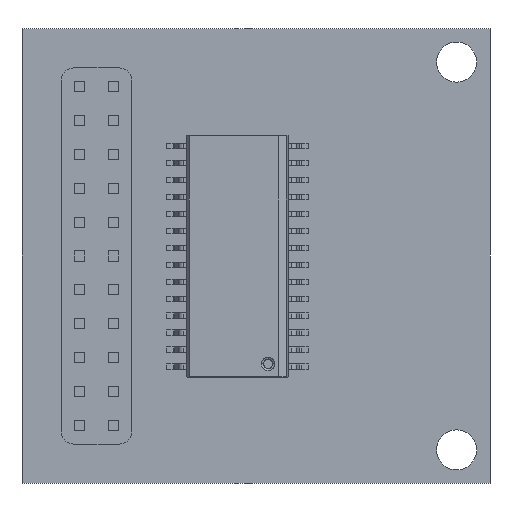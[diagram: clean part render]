
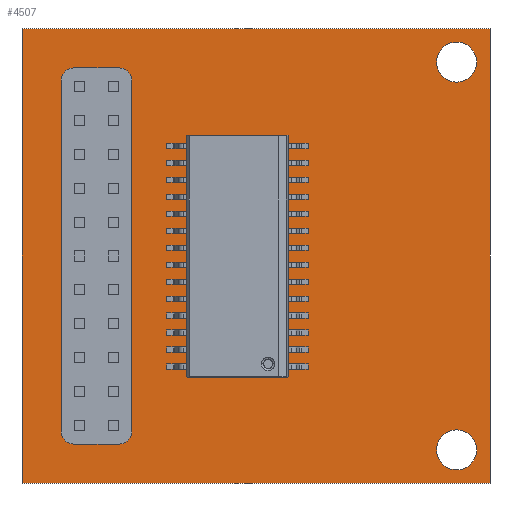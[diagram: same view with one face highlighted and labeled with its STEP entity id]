
A CAD part, front view. The second image highlights one B-rep face of the part: STEP entity #4507.
In plain terms, the highlighted planar face has unit normal (0, -1, 0).
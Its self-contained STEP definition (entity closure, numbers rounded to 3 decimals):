
#172 = DIRECTION ( 'NONE',  ( 0., 0., 1. ) ) ;
#312 = DIRECTION ( 'NONE',  ( 0., 0., -1. ) ) ;
#515 = CARTESIAN_POINT ( 'NONE',  ( -53.186, 15.323, -8.5 ) ) ;
#698 = FACE_BOUND ( 'NONE', #18689, .T. ) ;
#732 = LINE ( 'NONE', #6114, #19783 ) ;
#918 = CIRCLE ( 'NONE', #4462, 1.5 ) ;
#1011 = DIRECTION ( 'NONE',  ( 0., 1., 0. ) ) ;
#1202 = CARTESIAN_POINT ( 'NONE',  ( -39.92, 15.323, -14.5 ) ) ;
#1396 = ORIENTED_EDGE ( 'NONE', *, *, #2911, .F. ) ;
#1612 = AXIS2_PLACEMENT_3D ( 'NONE', #30320, #10469, #30141 ) ;
#1933 = VERTEX_POINT ( 'NONE', #32112 ) ;
#2017 = CARTESIAN_POINT ( 'NONE',  ( -39.92, 15.323, -14.5 ) ) ;
#2354 = EDGE_LOOP ( 'NONE', ( #25022, #4134 ) ) ;
#2379 = CARTESIAN_POINT ( 'NONE',  ( -72.42, 15.323, -17. ) ) ;
#2480 = EDGE_CURVE ( 'NONE', #28287, #21583, #8075, .T. ) ;
#2481 = VERTEX_POINT ( 'NONE', #11257 ) ;
#2664 = DIRECTION ( 'NONE',  ( 0., 0., 1. ) ) ;
#2709 = CIRCLE ( 'NONE', #3309, 1. ) ;
#2754 = CARTESIAN_POINT ( 'NONE',  ( -37.42, 15.323, 17. ) ) ;
#2776 = AXIS2_PLACEMENT_3D ( 'NONE', #2017, #18282, #12740 ) ;
#2911 = EDGE_CURVE ( 'NONE', #27156, #35849, #33025, .T. ) ;
#2999 = EDGE_CURVE ( 'NONE', #16096, #29946, #14482, .T. ) ;
#3216 = VERTEX_POINT ( 'NONE', #10344 ) ;
#3309 = AXIS2_PLACEMENT_3D ( 'NONE', #28019, #16738, #8774 ) ;
#3341 = DIRECTION ( 'NONE',  ( 0., 1., 0. ) ) ;
#3378 = EDGE_CURVE ( 'NONE', #16484, #35849, #7171, .T. ) ;
#3495 = VERTEX_POINT ( 'NONE', #21789 ) ;
#3874 = VECTOR ( 'NONE', #35359, 1000. ) ;
#3911 = CARTESIAN_POINT ( 'NONE',  ( -64.205, 15.323, -13.075 ) ) ;
#3917 = DIRECTION ( 'NONE',  ( 0., 1., 0. ) ) ;
#4046 = AXIS2_PLACEMENT_3D ( 'NONE', #515, #3341, #17015 ) ;
#4134 = ORIENTED_EDGE ( 'NONE', *, *, #9790, .T. ) ;
#4462 = AXIS2_PLACEMENT_3D ( 'NONE', #1202, #1011, #12283 ) ;
#4507 = ADVANCED_FACE ( 'NONE', ( #698, #34261, #6085, #17361 ), #6271, .F. ) ;
#5119 = CIRCLE ( 'NONE', #1612, 1. ) ;
#5182 = DIRECTION ( 'NONE',  ( 0., 1., 0. ) ) ;
#5873 = CARTESIAN_POINT ( 'NONE',  ( -65.205, 15.323, 13.075 ) ) ;
#5980 = VERTEX_POINT ( 'NONE', #9293 ) ;
#5995 = CIRCLE ( 'NONE', #6631, 1. ) ;
#6085 = FACE_BOUND ( 'NONE', #18367, .T. ) ;
#6114 = CARTESIAN_POINT ( 'NONE',  ( -69.495, 15.323, 14.075 ) ) ;
#6271 = PLANE ( 'NONE',  #4046 ) ;
#6605 = CARTESIAN_POINT ( 'NONE',  ( -39.92, 15.323, 14.5 ) ) ;
#6631 = AXIS2_PLACEMENT_3D ( 'NONE', #5873, #12147, #23848 ) ;
#6736 = DIRECTION ( 'NONE',  ( 0., 0., 1. ) ) ;
#7171 = CIRCLE ( 'NONE', #25487, 1. ) ;
#7725 = ORIENTED_EDGE ( 'NONE', *, *, #13578, .F. ) ;
#8075 = CIRCLE ( 'NONE', #22855, 1.5 ) ;
#8357 = VECTOR ( 'NONE', #312, 1000. ) ;
#8774 = DIRECTION ( 'NONE',  ( 0., 0., 1. ) ) ;
#8841 = CARTESIAN_POINT ( 'NONE',  ( -37.42, 15.323, -17. ) ) ;
#8865 = EDGE_CURVE ( 'NONE', #16484, #3216, #732, .T. ) ;
#8882 = DIRECTION ( 'NONE',  ( 0., 0., 1. ) ) ;
#9060 = CARTESIAN_POINT ( 'NONE',  ( -68.495, 15.323, 13.075 ) ) ;
#9293 = CARTESIAN_POINT ( 'NONE',  ( -65.205, 15.323, -14.075 ) ) ;
#9653 = CARTESIAN_POINT ( 'NONE',  ( -39.92, 15.323, -13. ) ) ;
#9761 = EDGE_CURVE ( 'NONE', #16096, #5980, #5119, .T. ) ;
#9790 = EDGE_CURVE ( 'NONE', #32132, #26364, #22858, .T. ) ;
#9881 = DIRECTION ( 'NONE',  ( 1., 0., 0. ) ) ;
#10344 = CARTESIAN_POINT ( 'NONE',  ( -69.495, 15.323, -13.075 ) ) ;
#10429 = VERTEX_POINT ( 'NONE', #11017 ) ;
#10469 = DIRECTION ( 'NONE',  ( 0., 1., 0. ) ) ;
#10904 = CARTESIAN_POINT ( 'NONE',  ( -39.92, 15.323, 13. ) ) ;
#11017 = CARTESIAN_POINT ( 'NONE',  ( -37.42, 15.323, -17. ) ) ;
#11257 = CARTESIAN_POINT ( 'NONE',  ( -72.42, 15.323, -17. ) ) ;
#11811 = DIRECTION ( 'NONE',  ( 0., 0., -1. ) ) ;
#12147 = DIRECTION ( 'NONE',  ( 0., 1., 0. ) ) ;
#12283 = DIRECTION ( 'NONE',  ( 0., 0., 1. ) ) ;
#12740 = DIRECTION ( 'NONE',  ( 0., 0., 1. ) ) ;
#13578 = EDGE_CURVE ( 'NONE', #14543, #10429, #28283, .T. ) ;
#13910 = ORIENTED_EDGE ( 'NONE', *, *, #9761, .T. ) ;
#14482 = LINE ( 'NONE', #19847, #21881 ) ;
#14543 = VERTEX_POINT ( 'NONE', #2754 ) ;
#15218 = AXIS2_PLACEMENT_3D ( 'NONE', #6605, #35112, #15471 ) ;
#15415 = VECTOR ( 'NONE', #24682, 1000. ) ;
#15471 = DIRECTION ( 'NONE',  ( 0., 0., 1. ) ) ;
#15640 = CARTESIAN_POINT ( 'NONE',  ( -69.495, 15.323, -14.075 ) ) ;
#15878 = EDGE_CURVE ( 'NONE', #26364, #32132, #918, .T. ) ;
#15978 = CARTESIAN_POINT ( 'NONE',  ( -69.495, 15.323, 14.075 ) ) ;
#16096 = VERTEX_POINT ( 'NONE', #3911 ) ;
#16484 = VERTEX_POINT ( 'NONE', #30283 ) ;
#16738 = DIRECTION ( 'NONE',  ( 0., 1., 0. ) ) ;
#16880 = EDGE_CURVE ( 'NONE', #1933, #5980, #35974, .T. ) ;
#17015 = DIRECTION ( 'NONE',  ( 1., 0., 0. ) ) ;
#17040 = CARTESIAN_POINT ( 'NONE',  ( -68.495, 15.323, 14.075 ) ) ;
#17117 = EDGE_CURVE ( 'NONE', #2481, #3495, #34332, .T. ) ;
#17361 = FACE_OUTER_BOUND ( 'NONE', #27052, .T. ) ;
#17483 = ORIENTED_EDGE ( 'NONE', *, *, #16880, .F. ) ;
#17726 = ORIENTED_EDGE ( 'NONE', *, *, #27703, .F. ) ;
#17739 = VECTOR ( 'NONE', #6736, 1000. ) ;
#18282 = DIRECTION ( 'NONE',  ( 0., 1., 0. ) ) ;
#18367 = EDGE_LOOP ( 'NONE', ( #18708, #23807 ) ) ;
#18675 = VECTOR ( 'NONE', #9881, 1000. ) ;
#18689 = EDGE_LOOP ( 'NONE', ( #36321, #21221, #1396, #28706, #30927, #13910, #17483, #18875 ) ) ;
#18708 = ORIENTED_EDGE ( 'NONE', *, *, #2480, .T. ) ;
#18875 = ORIENTED_EDGE ( 'NONE', *, *, #27149, .T. ) ;
#19783 = VECTOR ( 'NONE', #11811, 1000. ) ;
#19847 = CARTESIAN_POINT ( 'NONE',  ( -64.205, 15.323, 14.075 ) ) ;
#21221 = ORIENTED_EDGE ( 'NONE', *, *, #3378, .T. ) ;
#21493 = CARTESIAN_POINT ( 'NONE',  ( -39.92, 15.323, 16. ) ) ;
#21583 = VERTEX_POINT ( 'NONE', #21493 ) ;
#21789 = CARTESIAN_POINT ( 'NONE',  ( -72.42, 15.323, 17. ) ) ;
#21881 = VECTOR ( 'NONE', #2664, 1000. ) ;
#21883 = DIRECTION ( 'NONE',  ( 1., 0., 0. ) ) ;
#22855 = AXIS2_PLACEMENT_3D ( 'NONE', #33904, #5182, #172 ) ;
#22858 = CIRCLE ( 'NONE', #2776, 1.5 ) ;
#22911 = EDGE_CURVE ( 'NONE', #10429, #2481, #33103, .T. ) ;
#23500 = CIRCLE ( 'NONE', #15218, 1.5 ) ;
#23807 = ORIENTED_EDGE ( 'NONE', *, *, #24292, .T. ) ;
#23824 = CARTESIAN_POINT ( 'NONE',  ( -39.92, 15.323, -16. ) ) ;
#23848 = DIRECTION ( 'NONE',  ( 0., 0., 1. ) ) ;
#24292 = EDGE_CURVE ( 'NONE', #21583, #28287, #23500, .T. ) ;
#24682 = DIRECTION ( 'NONE',  ( -1., 0., 0. ) ) ;
#25022 = ORIENTED_EDGE ( 'NONE', *, *, #15878, .T. ) ;
#25071 = CARTESIAN_POINT ( 'NONE',  ( -65.205, 15.323, 14.075 ) ) ;
#25487 = AXIS2_PLACEMENT_3D ( 'NONE', #9060, #3917, #8882 ) ;
#26094 = VECTOR ( 'NONE', #21883, 1000. ) ;
#26364 = VERTEX_POINT ( 'NONE', #23824 ) ;
#27052 = EDGE_LOOP ( 'NONE', ( #35087, #28442, #7725, #17726 ) ) ;
#27149 = EDGE_CURVE ( 'NONE', #1933, #3216, #2709, .T. ) ;
#27156 = VERTEX_POINT ( 'NONE', #25071 ) ;
#27703 = EDGE_CURVE ( 'NONE', #3495, #14543, #29174, .T. ) ;
#28019 = CARTESIAN_POINT ( 'NONE',  ( -68.495, 15.323, -13.075 ) ) ;
#28283 = LINE ( 'NONE', #8841, #8357 ) ;
#28287 = VERTEX_POINT ( 'NONE', #10904 ) ;
#28442 = ORIENTED_EDGE ( 'NONE', *, *, #22911, .F. ) ;
#28706 = ORIENTED_EDGE ( 'NONE', *, *, #36287, .T. ) ;
#29174 = LINE ( 'NONE', #32678, #18675 ) ;
#29946 = VERTEX_POINT ( 'NONE', #31978 ) ;
#30141 = DIRECTION ( 'NONE',  ( 0., 0., 1. ) ) ;
#30283 = CARTESIAN_POINT ( 'NONE',  ( -69.495, 15.323, 13.075 ) ) ;
#30320 = CARTESIAN_POINT ( 'NONE',  ( -65.205, 15.323, -13.075 ) ) ;
#30927 = ORIENTED_EDGE ( 'NONE', *, *, #2999, .F. ) ;
#31978 = CARTESIAN_POINT ( 'NONE',  ( -64.205, 15.323, 13.075 ) ) ;
#32112 = CARTESIAN_POINT ( 'NONE',  ( -68.495, 15.323, -14.075 ) ) ;
#32132 = VERTEX_POINT ( 'NONE', #9653 ) ;
#32678 = CARTESIAN_POINT ( 'NONE',  ( -72.42, 15.323, 17. ) ) ;
#33025 = LINE ( 'NONE', #15978, #15415 ) ;
#33103 = LINE ( 'NONE', #2379, #3874 ) ;
#33904 = CARTESIAN_POINT ( 'NONE',  ( -39.92, 15.323, 14.5 ) ) ;
#34261 = FACE_BOUND ( 'NONE', #2354, .T. ) ;
#34332 = LINE ( 'NONE', #34514, #17739 ) ;
#34514 = CARTESIAN_POINT ( 'NONE',  ( -72.42, 15.323, -17. ) ) ;
#35087 = ORIENTED_EDGE ( 'NONE', *, *, #17117, .F. ) ;
#35112 = DIRECTION ( 'NONE',  ( 0., 1., 0. ) ) ;
#35359 = DIRECTION ( 'NONE',  ( -1., 0., 0. ) ) ;
#35849 = VERTEX_POINT ( 'NONE', #17040 ) ;
#35974 = LINE ( 'NONE', #15640, #26094 ) ;
#36287 = EDGE_CURVE ( 'NONE', #27156, #29946, #5995, .T. ) ;
#36321 = ORIENTED_EDGE ( 'NONE', *, *, #8865, .F. ) ;
